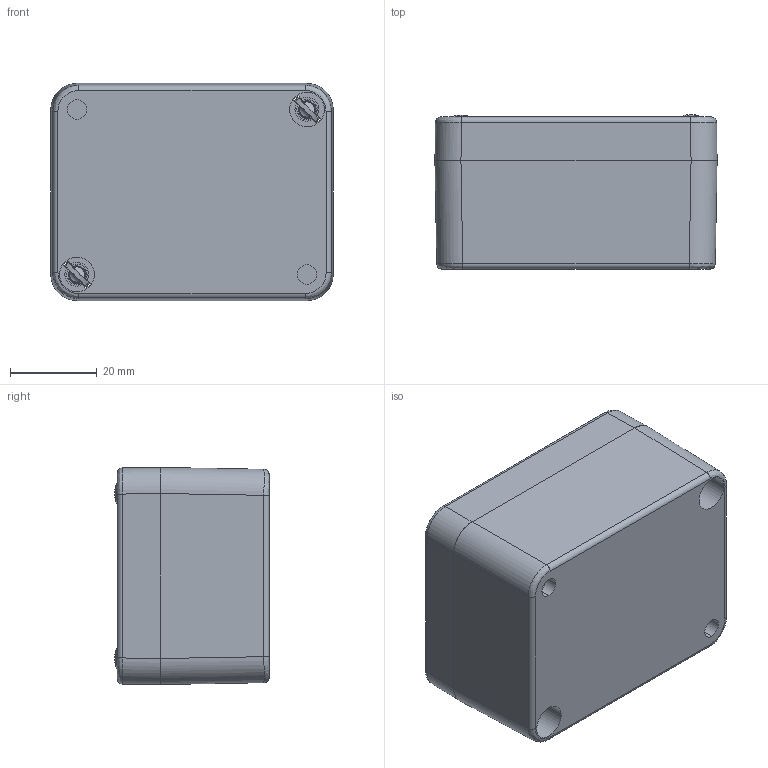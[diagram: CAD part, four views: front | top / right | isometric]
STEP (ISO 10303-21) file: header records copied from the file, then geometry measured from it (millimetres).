
FILE_DESCRIPTION((''),'2;1');
FILE_NAME('CT-521_ASM','2010-09-14T',('M.Fehring'),(''),'PRO/ENGINEER BY PARAMETRIC TECHNOLOGY CORPORATION, 2005070','PRO/ENGINEER BY PARAMETRIC TECHNOLOGY CORPORATION, 2005070','');
FILE_SCHEMA(('AUTOMOTIVE_DESIGN_CC2 { 1 2 10303 214 -1 1 5 2 }'));
Length unit declared in the file: millimetre
Products named in the file (6): CT-521_UNTERTEIL; CT-521_DECKEL; 9501085000_001; 9266034000_EINBAU; 9501085000_ASM; CT-521_ASM
Assembly tree (6 placements, depth 3):
  CT-521_ASM
    CT-521_UNTERTEIL
    CT-521_DECKEL
    9501085000_ASM  x2
      9501085000_001
      9266034000_EINBAU
Bounding box: 65 x 35.52 x 50 mm (x, y, z)
Volume: 36096.5 mm3; surface area: 32295.5 mm2
Topology: 6 solids, 6 shells, 363 faces, 948 edges, 614 vertices
Faces by surface type: plane 165, cylinder 114, cone 44, bspline 28, torus 8, sphere 4
Entity records: 15988 total; most frequent: CARTESIAN_POINT 5936, ORIENTED_EDGE 1576, DIRECTION 1572, PRESENTATION_STYLE_ASSIGNMENT 792, STYLED_ITEM 792, CURVE_STYLE 788, EDGE_CURVE 788, AXIS2_PLACEMENT_3D 573
